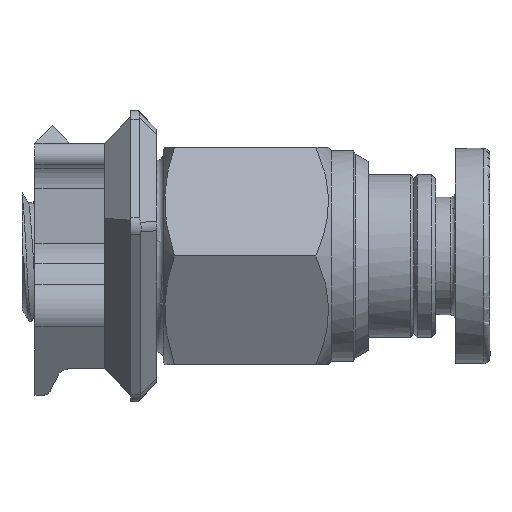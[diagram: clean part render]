
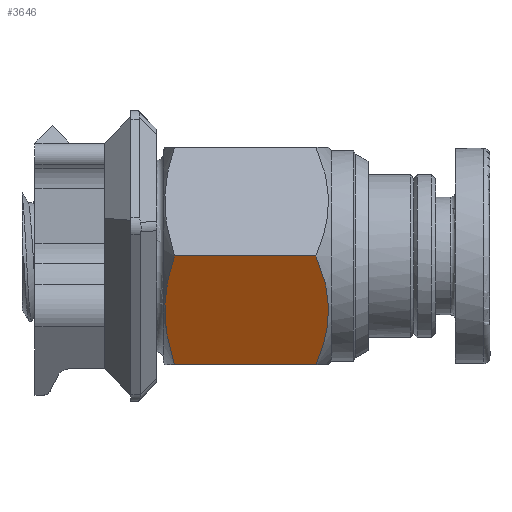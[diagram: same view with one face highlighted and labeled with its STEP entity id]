
A CAD part, left-side view. The second image highlights one B-rep face of the part: STEP entity #3646.
In plain terms, the highlighted face is planar.
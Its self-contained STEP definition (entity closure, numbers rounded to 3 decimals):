
#126=PLANE('',#3909);
#233=(
BOUNDED_CURVE()
B_SPLINE_CURVE(2,(#6790,#6791,#6792),.UNSPECIFIED.,.F.,.F.)
B_SPLINE_CURVE_WITH_KNOTS((3,3),(1.119,2.421),
 .UNSPECIFIED.)
CURVE()
GEOMETRIC_REPRESENTATION_ITEM()
RATIONAL_B_SPLINE_CURVE((1.977,2.282,1.977))
REPRESENTATION_ITEM('')
);
#242=(
BOUNDED_CURVE()
B_SPLINE_CURVE(2,(#6926,#6927,#6928),.UNSPECIFIED.,.F.,.F.)
B_SPLINE_CURVE_WITH_KNOTS((3,3),(1.444,2.952),
 .UNSPECIFIED.)
CURVE()
GEOMETRIC_REPRESENTATION_ITEM()
RATIONAL_B_SPLINE_CURVE((2.381,2.749,2.381))
REPRESENTATION_ITEM('')
);
#293=FACE_OUTER_BOUND('',#508,.T.);
#508=EDGE_LOOP('',(#2609,#2610,#2611,#2612));
#937=LINE('',#7156,#1240);
#939=LINE('',#7160,#1242);
#1240=VECTOR('',#4365,10.);
#1242=VECTOR('',#4371,10.);
#1541=VERTEX_POINT('',#6780);
#1544=VERTEX_POINT('',#6789);
#1566=VERTEX_POINT('',#6898);
#1573=VERTEX_POINT('',#6922);
#1915=EDGE_CURVE('',#1541,#1544,#233,.T.);
#1957=EDGE_CURVE('',#1573,#1566,#242,.T.);
#1976=EDGE_CURVE('',#1566,#1541,#937,.T.);
#1978=EDGE_CURVE('',#1573,#1544,#939,.T.);
#2609=ORIENTED_EDGE('',*,*,#1915,.F.);
#2610=ORIENTED_EDGE('',*,*,#1976,.F.);
#2611=ORIENTED_EDGE('',*,*,#1957,.F.);
#2612=ORIENTED_EDGE('',*,*,#1978,.T.);
#3646=ADVANCED_FACE('',(#293),#126,.T.);
#3909=AXIS2_PLACEMENT_3D('',#7159,#4369,#4370);
#4365=DIRECTION('',(0.,0.,1.));
#4369=DIRECTION('center_axis',(0.866,0.5,0.));
#4370=DIRECTION('ref_axis',(0.,0.,-1.));
#4371=DIRECTION('',(0.,0.,1.));
#6780=CARTESIAN_POINT('',(5.774,0.,12.803));
#6789=CARTESIAN_POINT('',(2.887,5.,12.803));
#6790=CARTESIAN_POINT('Ctrl Pts',(5.774,0.,
12.803));
#6791=CARTESIAN_POINT('Ctrl Pts',(4.33,2.5,13.893));
#6792=CARTESIAN_POINT('Ctrl Pts',(2.887,5.,12.803));
#6898=CARTESIAN_POINT('',(5.774,0.,6.304));
#6922=CARTESIAN_POINT('',(2.887,5.,6.304));
#6926=CARTESIAN_POINT('Ctrl Pts',(2.887,5.,6.304));
#6927=CARTESIAN_POINT('Ctrl Pts',(4.33,2.5,5.471));
#6928=CARTESIAN_POINT('Ctrl Pts',(5.774,0.,
6.304));
#7156=CARTESIAN_POINT('',(5.774,0.,6.304));
#7159=CARTESIAN_POINT('Origin',(4.33,2.5,5.459));
#7160=CARTESIAN_POINT('',(2.887,5.,5.362));
